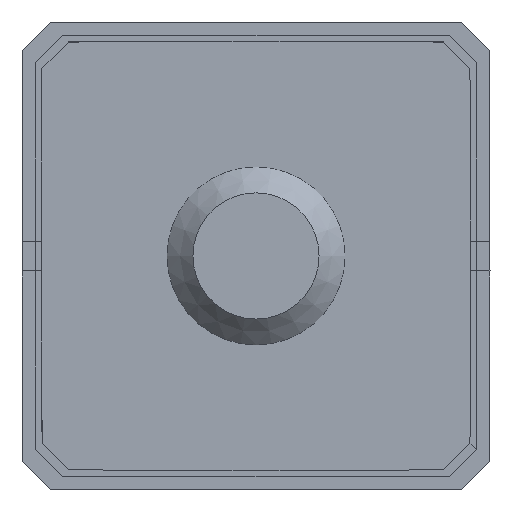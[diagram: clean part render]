
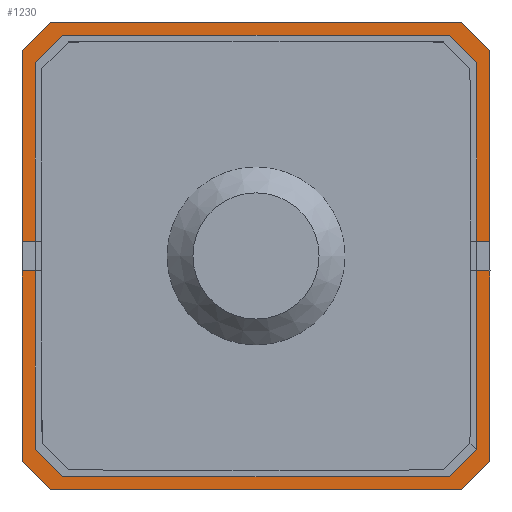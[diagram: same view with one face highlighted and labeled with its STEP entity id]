
A CAD part, top view. The second image highlights one B-rep face of the part: STEP entity #1230.
In plain terms, the highlighted planar face has unit normal (0, 0, 1).
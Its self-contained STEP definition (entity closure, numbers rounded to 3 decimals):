
#34=FACE_BOUND('',#214,.T.);
#71=B_SPLINE_CURVE_WITH_KNOTS('',3,(#2088,#2089,#2090,#2091,#2092,#2093,
#2094,#2095,#2096,#2097,#2098,#2099,#2100,#2101,#2102,#2103,#2104,#2105,
#2106,#2107,#2108,#2109,#2110,#2111,#2112,#2113,#2114,#2115,#2116,#2117,
#2118),.UNSPECIFIED.,.F.,.F.,(4,3,3,3,3,3,3,3,3,3,4),(-18.822,
-18.772,-16.817,-14.827,-12.829,
-11.831,-10.832,-6.837,-4.84,
-2.892,-2.842),.UNSPECIFIED.);
#84=B_SPLINE_CURVE_WITH_KNOTS('',3,(#2500,#2501,#2502,#2503,#2504,#2505),
 .UNSPECIFIED.,.F.,.F.,(4,2,4),(-18.822,-10.832,-2.842),
 .UNSPECIFIED.);
#85=B_SPLINE_CURVE_WITH_KNOTS('',3,(#2509,#2510,#2511,#2512,#2513,#2514),
 .UNSPECIFIED.,.F.,.F.,(4,2,4),(-18.846,-10.841,-2.843),
 .UNSPECIFIED.);
#86=B_SPLINE_CURVE_WITH_KNOTS('',3,(#2517,#2518,#2519,#2520,#2521,#2522),
 .UNSPECIFIED.,.F.,.F.,(4,2,4),(-18.822,-10.832,-2.842),
 .UNSPECIFIED.);
#137=FACE_OUTER_BOUND('',#213,.T.);
#213=EDGE_LOOP('',(#1009,#1010,#1011,#1012,#1013,#1014,#1015,#1016));
#214=EDGE_LOOP('',(#1017,#1018,#1019,#1020,#1021,#1022,#1023,#1024));
#326=LINE('',#2474,#450);
#327=LINE('',#2477,#451);
#328=LINE('',#2485,#452);
#329=LINE('',#2487,#453);
#330=LINE('',#2489,#454);
#331=LINE('',#2491,#455);
#332=LINE('',#2493,#456);
#333=LINE('',#2495,#457);
#334=LINE('',#2497,#458);
#335=LINE('',#2498,#459);
#336=LINE('',#2507,#460);
#337=LINE('',#2516,#461);
#450=VECTOR('',#1511,10.);
#451=VECTOR('',#1514,10.);
#452=VECTOR('',#1517,10.);
#453=VECTOR('',#1518,10.);
#454=VECTOR('',#1519,10.);
#455=VECTOR('',#1520,10.);
#456=VECTOR('',#1521,10.);
#457=VECTOR('',#1522,10.);
#458=VECTOR('',#1523,10.);
#459=VECTOR('',#1524,10.);
#460=VECTOR('',#1525,10.);
#461=VECTOR('',#1526,10.);
#556=VERTEX_POINT('',#2082);
#557=VERTEX_POINT('',#2087);
#573=VERTEX_POINT('',#2469);
#574=VERTEX_POINT('',#2476);
#575=VERTEX_POINT('',#2483);
#576=VERTEX_POINT('',#2484);
#577=VERTEX_POINT('',#2486);
#578=VERTEX_POINT('',#2488);
#579=VERTEX_POINT('',#2490);
#580=VERTEX_POINT('',#2492);
#581=VERTEX_POINT('',#2494);
#582=VERTEX_POINT('',#2496);
#583=VERTEX_POINT('',#2499);
#584=VERTEX_POINT('',#2506);
#585=VERTEX_POINT('',#2508);
#586=VERTEX_POINT('',#2515);
#693=EDGE_CURVE('',#556,#557,#71,.T.);
#724=EDGE_CURVE('',#573,#556,#326,.T.);
#725=EDGE_CURVE('',#557,#574,#327,.T.);
#727=EDGE_CURVE('',#575,#576,#328,.T.);
#728=EDGE_CURVE('',#576,#577,#329,.T.);
#729=EDGE_CURVE('',#577,#578,#330,.T.);
#730=EDGE_CURVE('',#578,#579,#331,.T.);
#731=EDGE_CURVE('',#579,#580,#332,.T.);
#732=EDGE_CURVE('',#580,#581,#333,.T.);
#733=EDGE_CURVE('',#581,#582,#334,.T.);
#734=EDGE_CURVE('',#582,#575,#335,.T.);
#735=EDGE_CURVE('',#583,#573,#84,.T.);
#736=EDGE_CURVE('',#584,#583,#336,.T.);
#737=EDGE_CURVE('',#585,#584,#85,.T.);
#738=EDGE_CURVE('',#586,#585,#337,.T.);
#739=EDGE_CURVE('',#574,#586,#86,.T.);
#1009=ORIENTED_EDGE('',*,*,#727,.T.);
#1010=ORIENTED_EDGE('',*,*,#728,.T.);
#1011=ORIENTED_EDGE('',*,*,#729,.T.);
#1012=ORIENTED_EDGE('',*,*,#730,.T.);
#1013=ORIENTED_EDGE('',*,*,#731,.T.);
#1014=ORIENTED_EDGE('',*,*,#732,.T.);
#1015=ORIENTED_EDGE('',*,*,#733,.T.);
#1016=ORIENTED_EDGE('',*,*,#734,.T.);
#1017=ORIENTED_EDGE('',*,*,#724,.F.);
#1018=ORIENTED_EDGE('',*,*,#735,.F.);
#1019=ORIENTED_EDGE('',*,*,#736,.F.);
#1020=ORIENTED_EDGE('',*,*,#737,.F.);
#1021=ORIENTED_EDGE('',*,*,#738,.F.);
#1022=ORIENTED_EDGE('',*,*,#739,.F.);
#1023=ORIENTED_EDGE('',*,*,#725,.F.);
#1024=ORIENTED_EDGE('',*,*,#693,.F.);
#1164=PLANE('',#1313);
#1230=ADVANCED_FACE('',(#137,#34),#1164,.T.);
#1313=AXIS2_PLACEMENT_3D('',#2482,#1515,#1516);
#1511=DIRECTION('',(-0.707,-0.707,0.));
#1514=DIRECTION('',(0.707,-0.707,0.));
#1515=DIRECTION('center_axis',(0.,0.,1.));
#1516=DIRECTION('ref_axis',(1.,0.,0.));
#1517=DIRECTION('',(0.,-1.,0.));
#1518=DIRECTION('',(0.707,-0.707,0.));
#1519=DIRECTION('',(1.,0.,0.));
#1520=DIRECTION('',(0.707,0.707,0.));
#1521=DIRECTION('',(0.,1.,0.));
#1522=DIRECTION('',(-0.707,0.707,0.));
#1523=DIRECTION('',(-1.,0.,0.));
#1524=DIRECTION('',(-0.707,-0.707,0.));
#1525=DIRECTION('',(-0.707,0.707,0.));
#1526=DIRECTION('',(0.707,0.707,0.));
#2082=CARTESIAN_POINT('',(-75.189,65.892,31.678));
#2087=CARTESIAN_POINT('',(-75.189,-65.892,31.678));
#2088=CARTESIAN_POINT('Ctrl Pts',(-75.189,65.892,31.678));
#2089=CARTESIAN_POINT('Ctrl Pts',(-75.189,65.754,31.678));
#2090=CARTESIAN_POINT('Ctrl Pts',(-75.189,65.617,31.678));
#2091=CARTESIAN_POINT('Ctrl Pts',(-75.189,65.479,31.678));
#2092=CARTESIAN_POINT('Ctrl Pts',(-75.2,60.048,31.678));
#2093=CARTESIAN_POINT('Ctrl Pts',(-75.209,54.653,31.678));
#2094=CARTESIAN_POINT('Ctrl Pts',(-75.217,49.28,31.678));
#2095=CARTESIAN_POINT('Ctrl Pts',(-75.225,43.811,31.678));
#2096=CARTESIAN_POINT('Ctrl Pts',(-75.232,38.363,31.678));
#2097=CARTESIAN_POINT('Ctrl Pts',(-75.237,32.918,31.678));
#2098=CARTESIAN_POINT('Ctrl Pts',(-75.243,27.452,31.678));
#2099=CARTESIAN_POINT('Ctrl Pts',(-75.247,21.989,31.678));
#2100=CARTESIAN_POINT('Ctrl Pts',(-75.25,16.509,31.678));
#2101=CARTESIAN_POINT('Ctrl Pts',(-75.251,13.769,31.678));
#2102=CARTESIAN_POINT('Ctrl Pts',(-75.252,11.025,31.678));
#2103=CARTESIAN_POINT('Ctrl Pts',(-75.253,8.274,31.678));
#2104=CARTESIAN_POINT('Ctrl Pts',(-75.253,5.524,31.678));
#2105=CARTESIAN_POINT('Ctrl Pts',(-75.254,2.766,31.678));
#2106=CARTESIAN_POINT('Ctrl Pts',(-75.254,0.,
31.678));
#2107=CARTESIAN_POINT('Ctrl Pts',(-75.254,-11.065,31.678));
#2108=CARTESIAN_POINT('Ctrl Pts',(-75.248,-21.987,31.678));
#2109=CARTESIAN_POINT('Ctrl Pts',(-75.237,-32.918,31.678));
#2110=CARTESIAN_POINT('Ctrl Pts',(-75.232,-38.383,31.678));
#2111=CARTESIAN_POINT('Ctrl Pts',(-75.225,-43.851,31.678));
#2112=CARTESIAN_POINT('Ctrl Pts',(-75.217,-49.34,31.678));
#2113=CARTESIAN_POINT('Ctrl Pts',(-75.209,-54.693,31.678));
#2114=CARTESIAN_POINT('Ctrl Pts',(-75.2,-60.068,31.678));
#2115=CARTESIAN_POINT('Ctrl Pts',(-75.189,-65.479,31.678));
#2116=CARTESIAN_POINT('Ctrl Pts',(-75.189,-65.617,31.678));
#2117=CARTESIAN_POINT('Ctrl Pts',(-75.189,-65.754,31.678));
#2118=CARTESIAN_POINT('Ctrl Pts',(-75.189,-65.892,31.678));
#2469=CARTESIAN_POINT('',(-65.892,75.189,31.678));
#2474=CARTESIAN_POINT('',(-68.216,72.864,31.678));
#2476=CARTESIAN_POINT('',(-65.892,-75.189,31.678));
#2477=CARTESIAN_POINT('',(-72.864,-68.216,31.678));
#2482=CARTESIAN_POINT('Origin',(0.,0.,
31.678));
#2483=CARTESIAN_POINT('',(-79.7,69.876,31.678));
#2484=CARTESIAN_POINT('',(-79.7,-69.876,31.678));
#2485=CARTESIAN_POINT('',(-79.7,69.876,31.678));
#2486=CARTESIAN_POINT('',(-69.876,-79.7,31.678));
#2487=CARTESIAN_POINT('',(-79.7,-69.876,31.678));
#2488=CARTESIAN_POINT('',(69.876,-79.7,31.678));
#2489=CARTESIAN_POINT('',(-69.876,-79.7,31.678));
#2490=CARTESIAN_POINT('',(79.7,-69.876,31.678));
#2491=CARTESIAN_POINT('',(69.876,-79.7,31.678));
#2492=CARTESIAN_POINT('',(79.7,69.876,31.678));
#2493=CARTESIAN_POINT('',(79.7,-69.876,31.678));
#2494=CARTESIAN_POINT('',(69.876,79.7,31.678));
#2495=CARTESIAN_POINT('',(79.7,69.876,31.678));
#2496=CARTESIAN_POINT('',(-69.876,79.7,31.678));
#2497=CARTESIAN_POINT('',(69.876,79.7,31.678));
#2498=CARTESIAN_POINT('',(-69.876,79.7,31.678));
#2499=CARTESIAN_POINT('',(65.892,75.189,31.678));
#2500=CARTESIAN_POINT('Ctrl Pts',(65.892,75.189,31.678));
#2501=CARTESIAN_POINT('Ctrl Pts',(42.808,75.233,31.678));
#2502=CARTESIAN_POINT('Ctrl Pts',(23.365,75.254,31.678));
#2503=CARTESIAN_POINT('Ctrl Pts',(-23.365,75.254,31.678));
#2504=CARTESIAN_POINT('Ctrl Pts',(-42.808,75.233,31.678));
#2505=CARTESIAN_POINT('Ctrl Pts',(-65.892,75.189,31.678));
#2506=CARTESIAN_POINT('',(75.188,65.892,31.678));
#2507=CARTESIAN_POINT('',(72.864,68.216,31.678));
#2508=CARTESIAN_POINT('',(75.19,-65.89,31.678));
#2509=CARTESIAN_POINT('Ctrl Pts',(75.19,-65.89,31.678));
#2510=CARTESIAN_POINT('Ctrl Pts',(75.234,-42.814,31.678));
#2511=CARTESIAN_POINT('Ctrl Pts',(75.254,-23.391,31.678));
#2512=CARTESIAN_POINT('Ctrl Pts',(75.253,23.369,31.678));
#2513=CARTESIAN_POINT('Ctrl Pts',(75.232,42.798,31.678));
#2514=CARTESIAN_POINT('Ctrl Pts',(75.188,65.892,31.678));
#2515=CARTESIAN_POINT('',(65.892,-75.189,31.678));
#2516=CARTESIAN_POINT('',(68.216,-72.864,31.678));
#2517=CARTESIAN_POINT('Ctrl Pts',(-65.892,-75.189,31.678));
#2518=CARTESIAN_POINT('Ctrl Pts',(-42.808,-75.233,31.678));
#2519=CARTESIAN_POINT('Ctrl Pts',(-23.365,-75.254,31.678));
#2520=CARTESIAN_POINT('Ctrl Pts',(23.365,-75.254,31.678));
#2521=CARTESIAN_POINT('Ctrl Pts',(42.808,-75.233,31.678));
#2522=CARTESIAN_POINT('Ctrl Pts',(65.892,-75.189,31.678));
